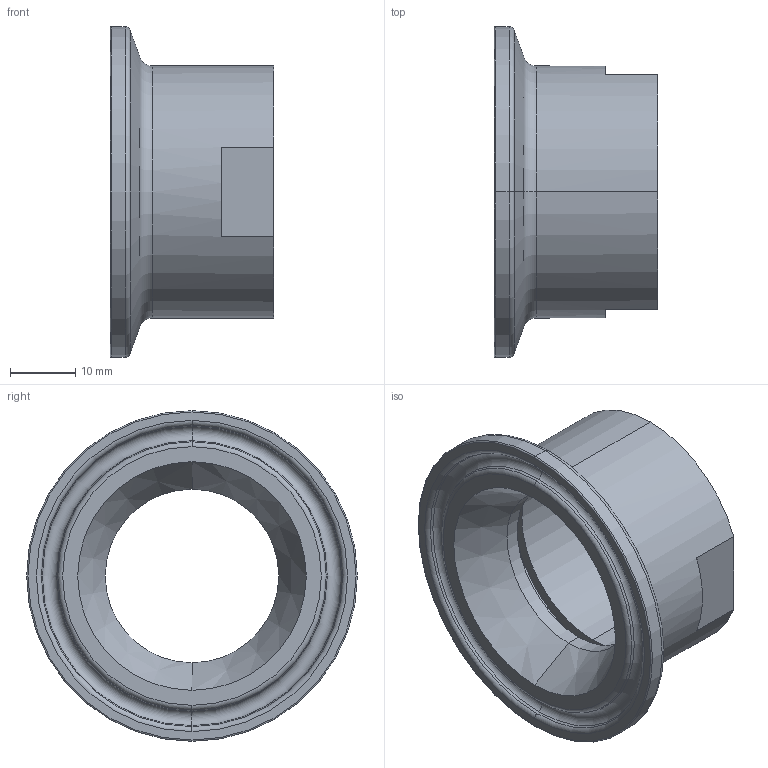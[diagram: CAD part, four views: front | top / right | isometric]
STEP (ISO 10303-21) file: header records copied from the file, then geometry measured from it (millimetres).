
FILE_DESCRIPTION (( 'STEP AP214' ), '1' );
FILE_NAME ('AF.150.100.STEP', '2020-03-26T15:59:24', ( '' ), ( '' ), 'SwSTEP 2.0', 'SolidWorks 2019', '' );
FILE_SCHEMA (( 'AUTOMOTIVE_DESIGN' ));
Length unit declared in the file: millimetre
Products named in the file (1): AF.150.100
Bounding box: 25 x 50.5 x 50.5 mm (x, y, z)
Volume: 13214.1 mm3; surface area: 8379.7 mm2
Topology: 1 solids, 1 shells, 41 faces, 86 edges, 50 vertices
Faces by surface type: torus 12, cone 10, cylinder 10, plane 9
Entity records: 1140 total; most frequent: DIRECTION 228, CARTESIAN_POINT 178, ORIENTED_EDGE 172, AXIS2_PLACEMENT_3D 100, EDGE_CURVE 86, CIRCLE 58, VERTEX_POINT 50, EDGE_LOOP 46
